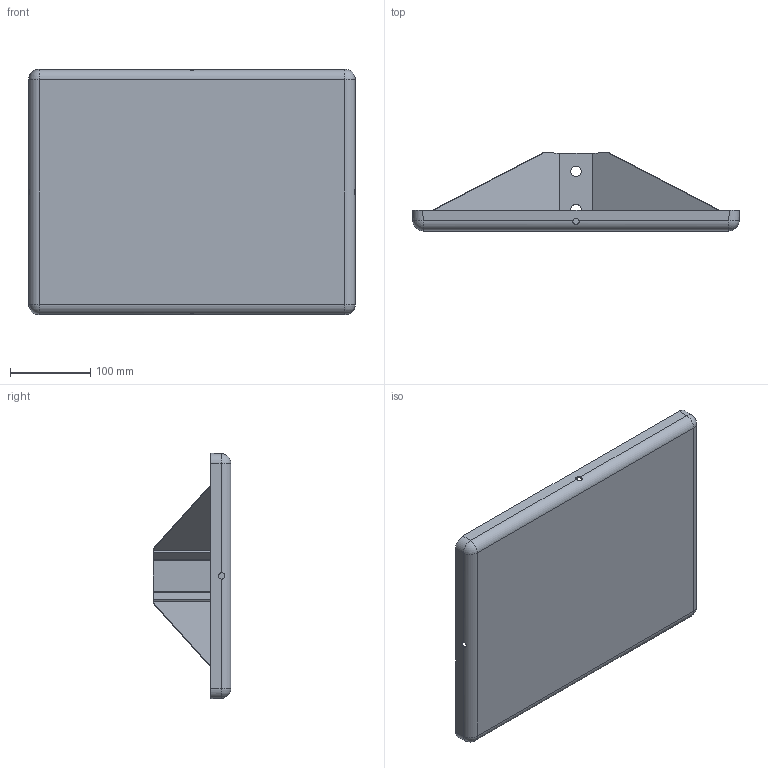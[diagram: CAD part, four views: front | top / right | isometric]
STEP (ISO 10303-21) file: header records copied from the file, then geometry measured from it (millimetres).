
FILE_DESCRIPTION((''),'2;1');
FILE_NAME('Model 8-H HDG-SS.stp','2012-11-21T13:36:11',('rdavis'),(''),'Autodesk Inventor 2013','Autodesk Inventor 2013','');
FILE_SCHEMA(('AUTOMOTIVE_DESIGN { 1 0 10303 214 1 1 1 1 }'));
Length unit declared in the file: inch
Products named in the file (4): Model 8-H HDG-SS; galv. pan; large brace; small brace 8-H_for 8-H Base
Assembly tree (5 placements, depth 2):
  Model 8-H HDG-SS
    galv. pan
    large brace  x2
    small brace 8-H_for 8-H Base  x2
Bounding box: 408.17 x 97.16 x 306.57 mm (x, y, z)
Volume: 493720.2 mm3; surface area: 482798.2 mm2
Topology: 5 solids, 5 shells, 211 faces, 480 edges, 272 vertices
Faces by surface type: plane 143, cylinder 60, sphere 8
Full cylindrical faces by diameter (mm): 8.001 x4, 8.128 x4, 13.208 x4
Entity records: 3938 total; most frequent: CARTESIAN_POINT 808, DIRECTION 614, ORIENTED_EDGE 580, EDGE_CURVE 290, AXIS2_PLACEMENT_3D 214, VECTOR 186, LINE 186, VERTEX_POINT 172
